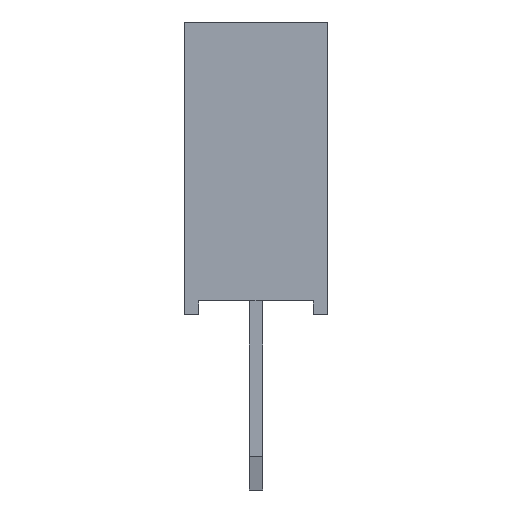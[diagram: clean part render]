
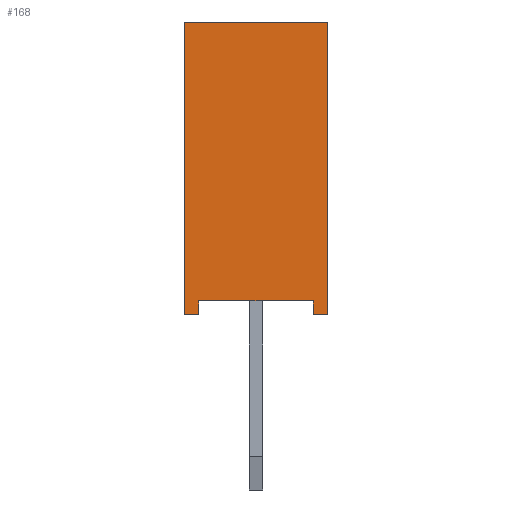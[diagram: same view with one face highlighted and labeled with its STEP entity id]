
A CAD part, front view. The second image highlights one B-rep face of the part: STEP entity #168.
In plain terms, the highlighted planar face has unit normal (0, -1, 0).
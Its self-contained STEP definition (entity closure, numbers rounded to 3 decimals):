
#24 = VERTEX_POINT('',#25);
#25 = CARTESIAN_POINT('',(1.06,-47.625,0.));
#31 = EDGE_CURVE('',#32,#24,#34,.T.);
#32 = VERTEX_POINT('',#33);
#33 = CARTESIAN_POINT('',(0.847,-47.625,0.));
#34 = LINE('',#35,#36);
#35 = CARTESIAN_POINT('',(-1.27,-47.625,0.));
#36 = VECTOR('',#37,1.);
#37 = DIRECTION('',(1.,0.,0.));
#71 = VERTEX_POINT('',#72);
#72 = CARTESIAN_POINT('',(1.06,-47.625,4.33));
#78 = EDGE_CURVE('',#71,#24,#79,.T.);
#79 = LINE('',#80,#81);
#80 = CARTESIAN_POINT('',(1.06,-47.625,-0.5));
#81 = VECTOR('',#82,1.);
#82 = DIRECTION('',(0.,0.,-1.));
#148 = EDGE_CURVE('',#32,#149,#151,.T.);
#149 = VERTEX_POINT('',#150);
#150 = CARTESIAN_POINT('',(0.847,-47.625,0.2));
#151 = LINE('',#152,#153);
#152 = CARTESIAN_POINT('',(0.847,-47.625,0.));
#153 = VECTOR('',#154,1.);
#154 = DIRECTION('',(0.,0.,1.));
#168 = ADVANCED_FACE('',(#169),#212,.F.);
#169 = FACE_BOUND('',#170,.F.);
#170 = EDGE_LOOP('',(#171,#181,#189,#195,#196,#197,#198,#206));
#171 = ORIENTED_EDGE('',*,*,#172,.F.);
#172 = EDGE_CURVE('',#173,#175,#177,.T.);
#173 = VERTEX_POINT('',#174);
#174 = CARTESIAN_POINT('',(-1.06,-47.625,0.));
#175 = VERTEX_POINT('',#176);
#176 = CARTESIAN_POINT('',(-0.847,-47.625,0.));
#177 = LINE('',#178,#179);
#178 = CARTESIAN_POINT('',(-1.27,-47.625,0.));
#179 = VECTOR('',#180,1.);
#180 = DIRECTION('',(1.,0.,0.));
#181 = ORIENTED_EDGE('',*,*,#182,.F.);
#182 = EDGE_CURVE('',#183,#173,#185,.T.);
#183 = VERTEX_POINT('',#184);
#184 = CARTESIAN_POINT('',(-1.06,-47.625,4.33));
#185 = LINE('',#186,#187);
#186 = CARTESIAN_POINT('',(-1.06,-47.625,-0.5));
#187 = VECTOR('',#188,1.);
#188 = DIRECTION('',(0.,0.,-1.));
#189 = ORIENTED_EDGE('',*,*,#190,.T.);
#190 = EDGE_CURVE('',#183,#71,#191,.T.);
#191 = LINE('',#192,#193);
#192 = CARTESIAN_POINT('',(0.865,-47.625,4.33));
#193 = VECTOR('',#194,1.);
#194 = DIRECTION('',(1.,0.,0.));
#195 = ORIENTED_EDGE('',*,*,#78,.T.);
#196 = ORIENTED_EDGE('',*,*,#31,.F.);
#197 = ORIENTED_EDGE('',*,*,#148,.T.);
#198 = ORIENTED_EDGE('',*,*,#199,.F.);
#199 = EDGE_CURVE('',#200,#149,#202,.T.);
#200 = VERTEX_POINT('',#201);
#201 = CARTESIAN_POINT('',(-0.847,-47.625,0.2));
#202 = LINE('',#203,#204);
#203 = CARTESIAN_POINT('',(-0.847,-47.625,0.2));
#204 = VECTOR('',#205,1.);
#205 = DIRECTION('',(1.,0.,0.));
#206 = ORIENTED_EDGE('',*,*,#207,.F.);
#207 = EDGE_CURVE('',#175,#200,#208,.T.);
#208 = LINE('',#209,#210);
#209 = CARTESIAN_POINT('',(-0.847,-47.625,0.));
#210 = VECTOR('',#211,1.);
#211 = DIRECTION('',(0.,0.,1.));
#212 = PLANE('',#213);
#213 = AXIS2_PLACEMENT_3D('',#214,#215,#216);
#214 = CARTESIAN_POINT('',(-1.27,-47.625,0.));
#215 = DIRECTION('',(0.,1.,0.));
#216 = DIRECTION('',(1.,0.,0.));
